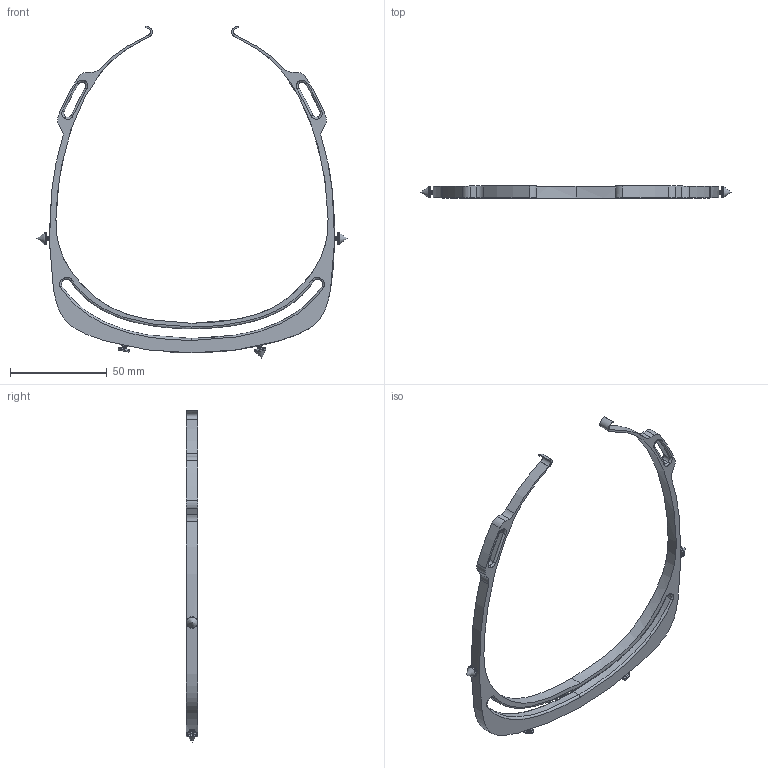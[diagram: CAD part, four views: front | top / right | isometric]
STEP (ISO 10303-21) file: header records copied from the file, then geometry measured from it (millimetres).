
FILE_DESCRIPTION(/* description */ (''),/* implementation_level */ '2;1');
FILE_NAME(/* name */ 'Visera ESTEPA juandediosyanez.step',/* time_stamp */ '2020-03-21T19:29:58+01:00',/* author */ ('juand'),/* organization */ (''),/* preprocessor_version */ 'ST-DEVELOPER v18',/* originating_system */ 'Autodesk Inventor 2020',/* authorisation */ '');
FILE_SCHEMA (('AUTOMOTIVE_DESIGN { 1 0 10303 214 3 1 1 }'));
Length unit declared in the file: millimetre
Products named in the file (1): ULLERES_juandediosyanez v01
Bounding box: 160.54 x 6 x 171.83 mm (x, y, z)
Volume: 18526.8 mm3; surface area: 14261.1 mm2
Topology: 1 solids, 1 shells, 203 faces, 546 edges, 354 vertices
Faces by surface type: bspline 76, plane 70, cylinder 30, torus 23, cone 4
Full cylindrical faces by diameter (mm): 2 x4, 6 x4
Entity records: 9061 total; most frequent: CARTESIAN_POINT 4382, ORIENTED_EDGE 1076, DIRECTION 770, EDGE_CURVE 538, VERTEX_POINT 350, AXIS2_PLACEMENT_3D 279, EDGE_LOOP 222, LINE 212
